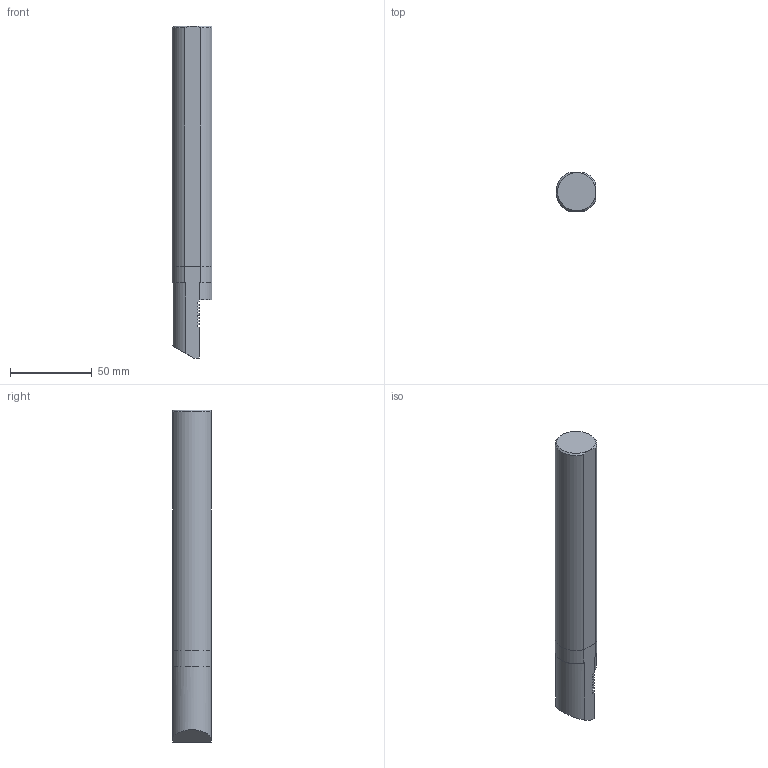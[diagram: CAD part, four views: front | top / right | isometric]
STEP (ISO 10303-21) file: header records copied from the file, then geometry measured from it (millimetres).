
FILE_DESCRIPTION(/* description */ (''),/* implementation_level */ '2;1');
FILE_NAME(/* name */ 'A16-FL-V21.stp',/* time_stamp */ '2018-04-11T16:03:01+06:00',/* author */ (''),/* organization */ (''),/* preprocessor_version */ 'ST-DEVELOPER v16',/* originating_system */ 'SIEMENS PLM Software NX 11.0',/* authorisation */ '');
FILE_SCHEMA (('AUTOMOTIVE_DESIGN { 1 0 10303 214 3 1 1 1 }'));
Length unit declared in the file: millimetre
Products named in the file (1): A16-FL-V21
Bounding box: 24.39 x 23.4 x 203.2 mm (x, y, z)
Volume: 91836.3 mm3; surface area: 17786.6 mm2
Topology: 2 solids, 2 shells, 278 faces, 790 edges, 529 vertices
Faces by surface type: plane 194, cone 51, cylinder 33
Entity records: 9209 total; most frequent: CARTESIAN_POINT 2124, ORIENTED_EDGE 1580, DIRECTION 1274, EDGE_CURVE 790, LINE 572, VECTOR 572, VERTEX_POINT 529, AXIS2_PLACEMENT_3D 351
